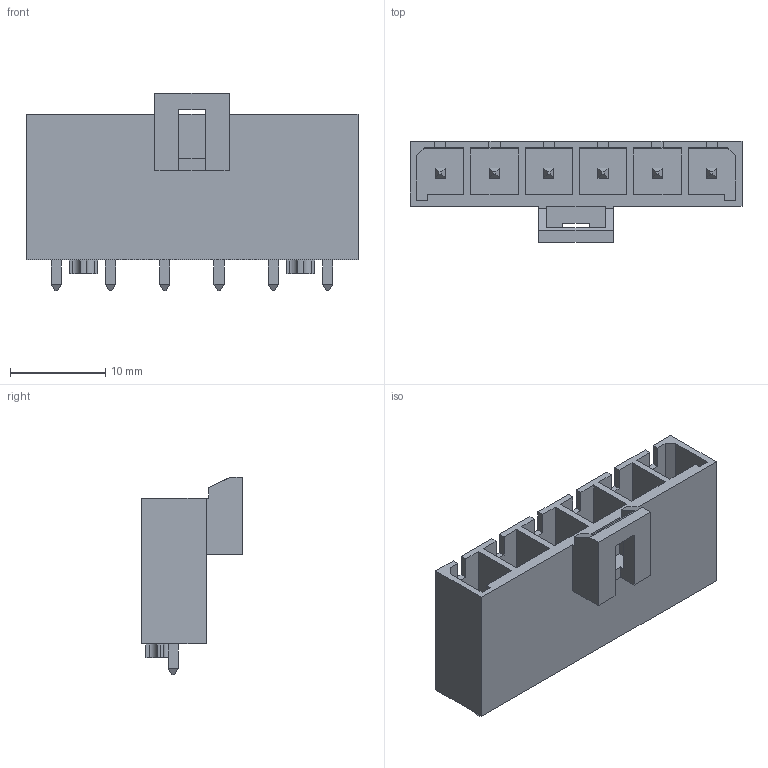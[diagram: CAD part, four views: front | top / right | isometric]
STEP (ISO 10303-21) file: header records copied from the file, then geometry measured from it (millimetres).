
FILE_DESCRIPTION(('STEP AP242'),'1');
FILE_NAME('2002411116.stp','2024-12-17T00:15:46',('TraceParts'),('TraceParts S.A.'),'Spatial InterOp 3D',' ',' ');
FILE_SCHEMA(('AP242_MANAGED_MODEL_BASED_3D_ENGINEERING_MIM_LF {1 0 10303 442 1 1 4}'));
Length unit declared in the file: millimetre
Products named in the file (1): 2002411116
Bounding box: 34.85 x 10.6 x 20.73 mm (x, y, z)
Volume: 2170.4 mm3; surface area: 3586.2 mm2
Topology: 1 solids, 1 shells, 223 faces, 579 edges, 370 vertices
Faces by surface type: plane 203, cylinder 20
Entity records: 6678 total; most frequent: CARTESIAN_POINT 1173, ORIENTED_EDGE 1158, DIRECTION 1067, EDGE_CURVE 579, LINE 539, VECTOR 539, VERTEX_POINT 370, AXIS2_PLACEMENT_3D 264
